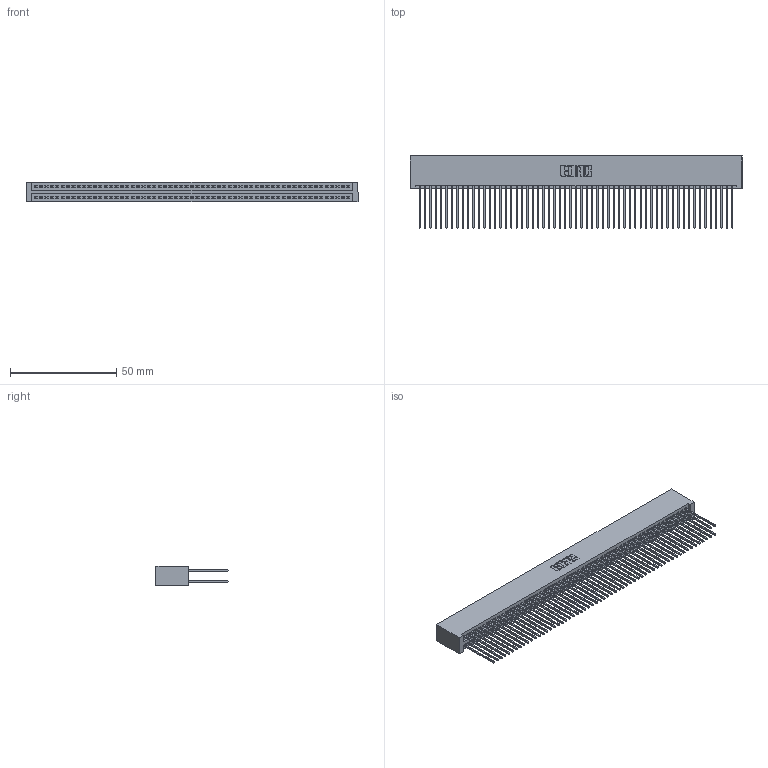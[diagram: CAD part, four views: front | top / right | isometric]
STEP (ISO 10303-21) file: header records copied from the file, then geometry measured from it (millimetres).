
FILE_DESCRIPTION (( 'STEP AP203' ), '1' );
FILE_NAME ('395-118-541-201.STEP', '2018-12-02T07:19:24', ( '' ), ( '' ), 'SwSTEP 2.0', 'SolidWorks 2016', '' );
FILE_SCHEMA (( 'CONFIG_CONTROL_DESIGN' ));
Length unit declared in the file: inch
Products named in the file (3): 345 Part_No Mounting Lugs; 345-292-001_345-293-141; 395-118-541-201
Assembly tree (119 placements, depth 2):
  395-118-541-201
    345 Part_No Mounting Lugs
    345-292-001_345-293-141  x118
Bounding box: 156.46 x 33.96 x 9.4 mm (x, y, z)
Volume: 16649.7 mm3; surface area: 28426 mm2
Topology: 119 solids, 119 shells, 6018 faces, 17899 edges, 11774 vertices
Faces by surface type: plane 3970, cylinder 2048
Entity records: 43745 total; most frequent: CARTESIAN_POINT 7316, ORIENTED_EDGE 7250, DIRECTION 6425, EDGE_CURVE 3625, VECTOR 3265, LINE 3265, VERTEX_POINT 2414, AXIS2_PLACEMENT_3D 1580
